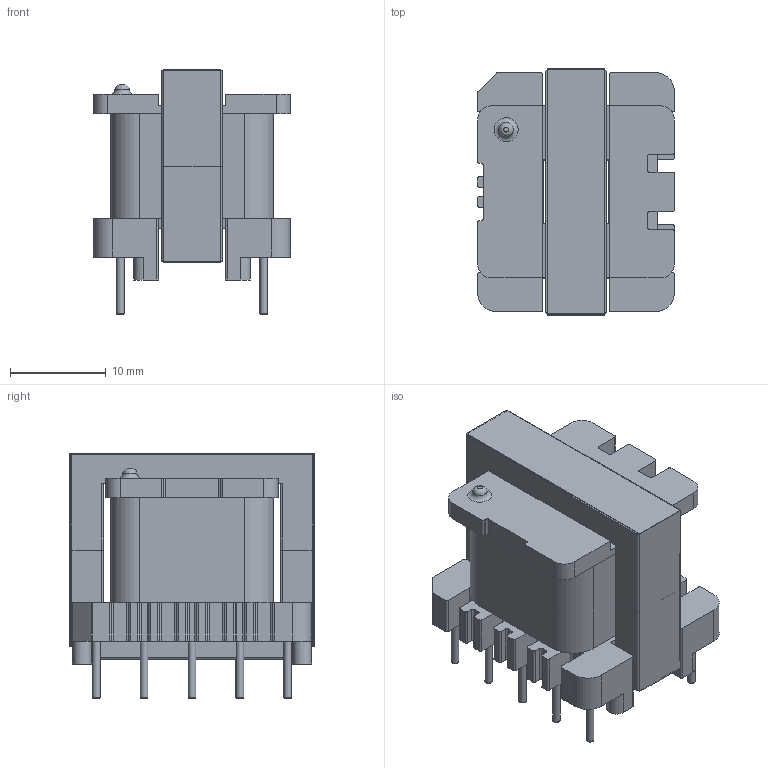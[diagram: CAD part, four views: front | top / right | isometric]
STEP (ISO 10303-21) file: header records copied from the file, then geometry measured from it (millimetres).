
FILE_DESCRIPTION(/* description */ (''),/* implementation_level */ '2;1');
FILE_NAME(/* name */ 'EE25_5+5.stp',/* time_stamp */ '2024-11-25T18:27:27+07:00',/* author */ (''),/* organization */ (''),/* preprocessor_version */ 'ST-DEVELOPER v16.7',/* originating_system */ 'SIEMENS PLM Software NX 12.0',/* authorisation */ '');
FILE_SCHEMA (('AUTOMOTIVE_DESIGN { 1 0 10303 214 3 1 1 1 }'));
Length unit declared in the file: millimetre
Products named in the file (6): TAPE_x_t; COIL_x_t; PIN_x_t; CORE_x_t; FRAME_x_t; EE25_5+5
Assembly tree (15 placements, depth 2):
  EE25_5+5
    FRAME_x_t
    CORE_x_t  x2
    PIN_x_t  x10
    COIL_x_t
    TAPE_x_t
Bounding box: 20.6 x 25.7 x 25.6 mm (x, y, z)
Volume: 6674 mm3; surface area: 7970.6 mm2
Topology: 15 solids, 15 shells, 351 faces, 904 edges, 596 vertices
Faces by surface type: plane 192, cylinder 137, torus 21, bspline 1
Full cylindrical faces by diameter (mm): 0.8 x20
Entity records: 9114 total; most frequent: CARTESIAN_POINT 1587, DIRECTION 1580, ORIENTED_EDGE 1506, EDGE_CURVE 753, AXIS2_PLACEMENT_3D 532, LINE 516, VECTOR 516, VERTEX_POINT 511
